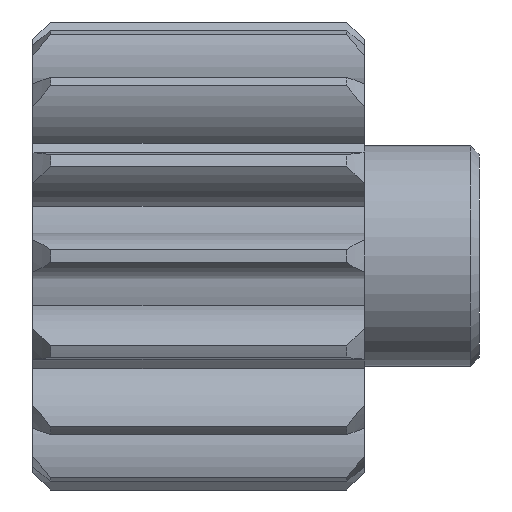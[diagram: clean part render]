
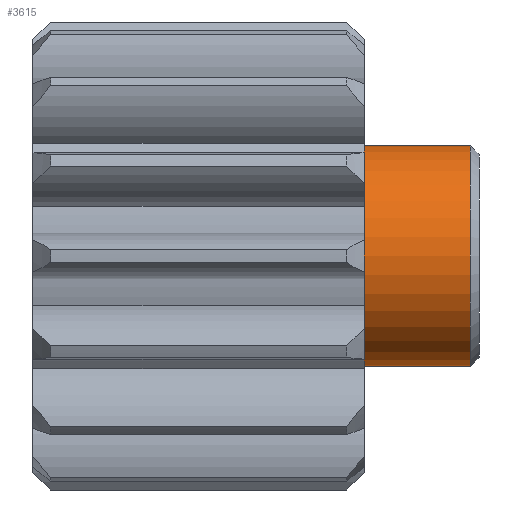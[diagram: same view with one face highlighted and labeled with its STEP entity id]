
A CAD part, front view. The second image highlights one B-rep face of the part: STEP entity #3615.
In plain terms, the highlighted cylindrical face has radius 3.175 mm (diameter 6.35 mm), a partial arc.
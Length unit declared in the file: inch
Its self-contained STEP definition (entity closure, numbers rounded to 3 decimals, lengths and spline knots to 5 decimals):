
#105 = CARTESIAN_POINT ( 'NONE',  ( 0.375, 0., 0. ) ) ;
#114 = CARTESIAN_POINT ( 'NONE',  ( 0.375, 0., 0.125 ) ) ;
#419 = AXIS2_PLACEMENT_3D ( 'NONE', #2758, #1487, #2152 ) ;
#427 = DIRECTION ( 'NONE',  ( 0., 0., 1. ) ) ;
#563 = EDGE_LOOP ( 'NONE', ( #2974, #2788, #2735, #2444 ) ) ;
#578 = EDGE_CURVE ( 'NONE', #2831, #3718, #2462, .T. ) ;
#616 = CARTESIAN_POINT ( 'NONE',  ( 0.505, 0., 0.125 ) ) ;
#648 = EDGE_CURVE ( 'NONE', #3564, #3514, #887, .T. ) ;
#655 = CARTESIAN_POINT ( 'NONE',  ( 0.495, 0., -0.125 ) ) ;
#690 = DIRECTION ( 'NONE',  ( -1., 0., 0. ) ) ;
#789 = VECTOR ( 'NONE', #1511, 39.37008 ) ;
#887 = LINE ( 'NONE', #616, #789 ) ;
#1385 = FACE_OUTER_BOUND ( 'NONE', #563, .T. ) ;
#1487 = DIRECTION ( 'NONE',  ( -1., 0., 0. ) ) ;
#1511 = DIRECTION ( 'NONE',  ( -1., 0., 0. ) ) ;
#1916 = VECTOR ( 'NONE', #3638, 39.37008 ) ;
#2152 = DIRECTION ( 'NONE',  ( 0., 0., 1. ) ) ;
#2378 = DIRECTION ( 'NONE',  ( 1., 0., 0. ) ) ;
#2444 = ORIENTED_EDGE ( 'NONE', *, *, #4051, .T. ) ;
#2462 = LINE ( 'NONE', #3559, #1916 ) ;
#2496 = CIRCLE ( 'NONE', #3442, 0.125 ) ;
#2605 = AXIS2_PLACEMENT_3D ( 'NONE', #105, #2378, #427 ) ;
#2625 = CARTESIAN_POINT ( 'NONE',  ( 0.495, 0., 0. ) ) ;
#2735 = ORIENTED_EDGE ( 'NONE', *, *, #648, .T. ) ;
#2758 = CARTESIAN_POINT ( 'NONE',  ( 0.505, 0., 0. ) ) ;
#2788 = ORIENTED_EDGE ( 'NONE', *, *, #3818, .T. ) ;
#2831 = VERTEX_POINT ( 'NONE', #655 ) ;
#2949 = DIRECTION ( 'NONE',  ( 0., 0., -1. ) ) ;
#2974 = ORIENTED_EDGE ( 'NONE', *, *, #578, .F. ) ;
#2999 = CYLINDRICAL_SURFACE ( 'NONE', #419, 0.125 ) ;
#3146 = CARTESIAN_POINT ( 'NONE',  ( 0.375, 0., -0.125 ) ) ;
#3442 = AXIS2_PLACEMENT_3D ( 'NONE', #2625, #690, #2949 ) ;
#3514 = VERTEX_POINT ( 'NONE', #114 ) ;
#3559 = CARTESIAN_POINT ( 'NONE',  ( 0.505, 0., -0.125 ) ) ;
#3564 = VERTEX_POINT ( 'NONE', #3983 ) ;
#3615 = ADVANCED_FACE ( 'NONE', ( #1385 ), #2999, .T. ) ;
#3638 = DIRECTION ( 'NONE',  ( -1., 0., 0. ) ) ;
#3685 = CIRCLE ( 'NONE', #2605, 0.125 ) ;
#3718 = VERTEX_POINT ( 'NONE', #3146 ) ;
#3818 = EDGE_CURVE ( 'NONE', #2831, #3564, #2496, .T. ) ;
#3983 = CARTESIAN_POINT ( 'NONE',  ( 0.495, 0., 0.125 ) ) ;
#4051 = EDGE_CURVE ( 'NONE', #3514, #3718, #3685, .T. ) ;
